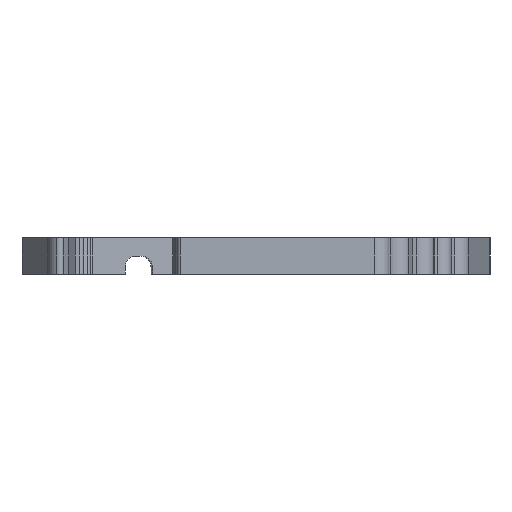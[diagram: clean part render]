
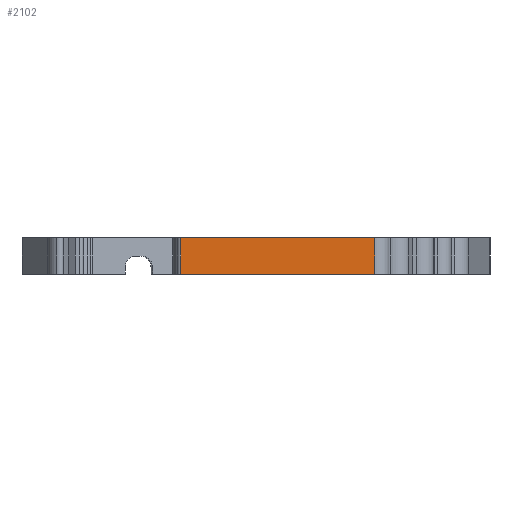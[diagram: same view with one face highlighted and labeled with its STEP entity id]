
A CAD part, front view. The second image highlights one B-rep face of the part: STEP entity #2102.
In plain terms, the highlighted planar face has unit normal (0, -1, 0).
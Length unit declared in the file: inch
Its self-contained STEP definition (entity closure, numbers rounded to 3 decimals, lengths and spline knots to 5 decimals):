
#71=PLANE('',#2311);
#166=FACE_OUTER_BOUND('',#275,.T.);
#275=EDGE_LOOP('',(#1807,#1808,#1809,#1810));
#372=LINE('',#3205,#584);
#486=LINE('',#3528,#698);
#487=LINE('',#3531,#699);
#488=LINE('',#3532,#700);
#584=VECTOR('',#2544,0.3937);
#698=VECTOR('',#2888,0.3937);
#699=VECTOR('',#2891,0.3937);
#700=VECTOR('',#2892,0.3937);
#916=VERTEX_POINT('',#3202);
#917=VERTEX_POINT('',#3204);
#1011=VERTEX_POINT('',#3526);
#1012=VERTEX_POINT('',#3530);
#1145=EDGE_CURVE('',#916,#917,#372,.T.);
#1307=EDGE_CURVE('',#916,#1011,#486,.T.);
#1308=EDGE_CURVE('',#1012,#1011,#487,.T.);
#1309=EDGE_CURVE('',#917,#1012,#488,.T.);
#1807=ORIENTED_EDGE('',*,*,#1145,.F.);
#1808=ORIENTED_EDGE('',*,*,#1307,.T.);
#1809=ORIENTED_EDGE('',*,*,#1308,.F.);
#1810=ORIENTED_EDGE('',*,*,#1309,.F.);
#2102=ADVANCED_FACE('',(#166),#71,.T.);
#2311=AXIS2_PLACEMENT_3D('',#3529,#2889,#2890);
#2544=DIRECTION('',(-1.,0.,0.));
#2888=DIRECTION('',(0.,0.,1.));
#2889=DIRECTION('center_axis',(0.,-1.,0.));
#2890=DIRECTION('ref_axis',(1.,0.,0.));
#2891=DIRECTION('',(1.,0.,0.));
#2892=DIRECTION('',(0.,0.,1.));
#3202=CARTESIAN_POINT('',(2.06362,-4.37073,0.));
#3204=CARTESIAN_POINT('',(-0.03909,-4.37073,0.));
#3205=CARTESIAN_POINT('',(1.9455,-4.37073,0.));
#3526=CARTESIAN_POINT('',(2.06362,-4.37073,0.4));
#3528=CARTESIAN_POINT('',(2.06362,-4.37073,0.));
#3529=CARTESIAN_POINT('Origin',(-0.03909,-4.37073,0.));
#3530=CARTESIAN_POINT('',(-0.03909,-4.37073,0.4));
#3531=CARTESIAN_POINT('',(1.9455,-4.37073,0.4));
#3532=CARTESIAN_POINT('',(-0.03909,-4.37073,0.));
